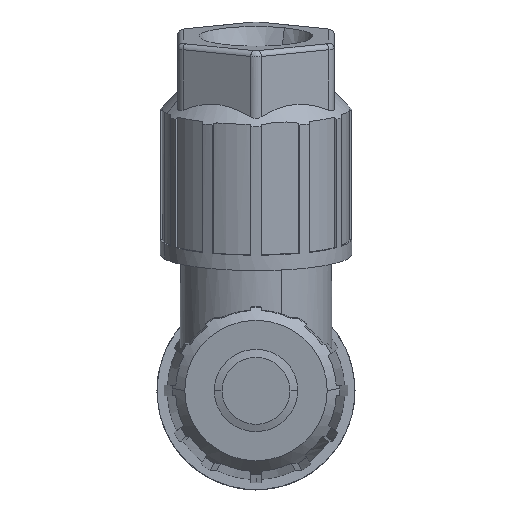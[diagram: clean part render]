
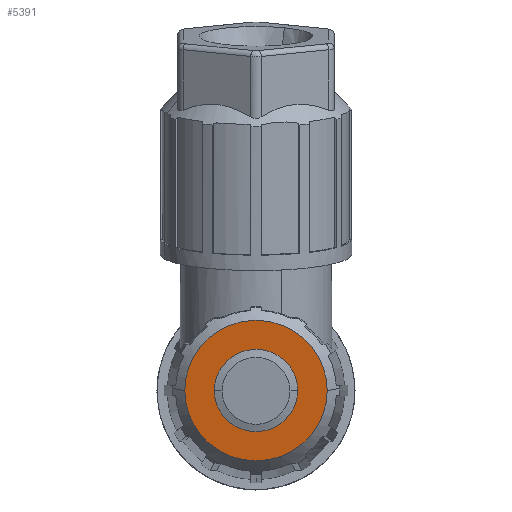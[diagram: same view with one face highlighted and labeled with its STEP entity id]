
A CAD part, top view. The second image highlights one B-rep face of the part: STEP entity #5391.
In plain terms, the highlighted planar face has unit normal (0, -0.174, 0.985).
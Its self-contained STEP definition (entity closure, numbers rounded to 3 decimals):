
#3442=AXIS2_PLACEMENT_3D('Circle Axis2P3D',#3440,#3441,$) ;
#4918=AXIS2_PLACEMENT_3D('Circle Axis2P3D',#4916,#4917,$) ;
#5325=AXIS2_PLACEMENT_3D('Plane Axis2P3D',#5322,#5323,#5324) ;
#3355=CARTESIAN_POINT('Vertex',(16.333,9.477,45.857)) ;
#3437=CARTESIAN_POINT('Vertex',(2.667,9.477,45.857)) ;
#3440=CARTESIAN_POINT('Axis2P3D Location',(9.5,9.477,45.857)) ;
#4916=CARTESIAN_POINT('Axis2P3D Location',(9.5,9.477,45.857)) ;
#5322=CARTESIAN_POINT('Axis2P3D Location',(13.997,3.179,44.746)) ;
#5332=CARTESIAN_POINT('Control Point',(13.5,9.477,45.857)) ;
#5333=CARTESIAN_POINT('Control Point',(13.5,9.091,45.789)) ;
#5334=CARTESIAN_POINT('Control Point',(13.452,8.705,45.721)) ;
#5335=CARTESIAN_POINT('Control Point',(13.356,8.327,45.654)) ;
#5336=CARTESIAN_POINT('Control Point',(13.072,7.601,45.526)) ;
#5337=CARTESIAN_POINT('Control Point',(12.618,6.964,45.414)) ;
#5338=CARTESIAN_POINT('Control Point',(12.353,6.675,45.363)) ;
#5339=CARTESIAN_POINT('Control Point',(11.756,6.167,45.273)) ;
#5340=CARTESIAN_POINT('Control Point',(11.051,5.815,45.211)) ;
#5341=CARTESIAN_POINT('Control Point',(10.679,5.683,45.188)) ;
#5342=CARTESIAN_POINT('Control Point',(9.909,5.511,45.157)) ;
#5343=CARTESIAN_POINT('Control Point',(9.119,5.527,45.16)) ;
#5344=CARTESIAN_POINT('Control Point',(8.727,5.583,45.17)) ;
#5345=CARTESIAN_POINT('Control Point',(7.966,5.788,45.206)) ;
#5346=CARTESIAN_POINT('Control Point',(7.277,6.168,45.273)) ;
#5347=CARTESIAN_POINT('Control Point',(6.958,6.399,45.314)) ;
#5348=CARTESIAN_POINT('Control Point',(6.383,6.933,45.408)) ;
#5349=CARTESIAN_POINT('Control Point',(5.957,7.587,45.524)) ;
#5350=CARTESIAN_POINT('Control Point',(5.786,7.939,45.586)) ;
#5351=CARTESIAN_POINT('Control Point',(5.608,8.46,45.677)) ;
#5352=CARTESIAN_POINT('Control Point',(5.525,8.999,45.772)) ;
#5353=CARTESIAN_POINT('Control Point',(5.508,9.159,45.801)) ;
#5354=CARTESIAN_POINT('Control Point',(5.5,9.318,45.829)) ;
#5355=CARTESIAN_POINT('Control Point',(5.5,9.477,45.857)) ;
#5356=CARTESIAN_POINT('Vertex',(13.5,9.477,45.857)) ;
#5358=CARTESIAN_POINT('Vertex',(5.5,9.477,45.857)) ;
#5362=CARTESIAN_POINT('Control Point',(5.5,9.477,45.857)) ;
#5363=CARTESIAN_POINT('Control Point',(5.5,9.863,45.925)) ;
#5364=CARTESIAN_POINT('Control Point',(5.548,10.249,45.993)) ;
#5365=CARTESIAN_POINT('Control Point',(5.644,10.627,46.059)) ;
#5366=CARTESIAN_POINT('Control Point',(5.928,11.353,46.187)) ;
#5367=CARTESIAN_POINT('Control Point',(6.382,11.989,46.3)) ;
#5368=CARTESIAN_POINT('Control Point',(6.647,12.279,46.351)) ;
#5369=CARTESIAN_POINT('Control Point',(7.244,12.787,46.44)) ;
#5370=CARTESIAN_POINT('Control Point',(7.949,13.139,46.502)) ;
#5371=CARTESIAN_POINT('Control Point',(8.321,13.271,46.526)) ;
#5372=CARTESIAN_POINT('Control Point',(9.091,13.443,46.556)) ;
#5373=CARTESIAN_POINT('Control Point',(9.881,13.427,46.553)) ;
#5374=CARTESIAN_POINT('Control Point',(10.273,13.371,46.543)) ;
#5375=CARTESIAN_POINT('Control Point',(11.034,13.166,46.507)) ;
#5376=CARTESIAN_POINT('Control Point',(11.723,12.786,46.44)) ;
#5377=CARTESIAN_POINT('Control Point',(12.042,12.555,46.399)) ;
#5378=CARTESIAN_POINT('Control Point',(12.617,12.021,46.305)) ;
#5379=CARTESIAN_POINT('Control Point',(13.043,11.366,46.19)) ;
#5380=CARTESIAN_POINT('Control Point',(13.214,11.015,46.128)) ;
#5381=CARTESIAN_POINT('Control Point',(13.392,10.494,46.036)) ;
#5382=CARTESIAN_POINT('Control Point',(13.475,9.954,45.941)) ;
#5383=CARTESIAN_POINT('Control Point',(13.492,9.795,45.913)) ;
#5384=CARTESIAN_POINT('Control Point',(13.5,9.636,45.885)) ;
#5385=CARTESIAN_POINT('Control Point',(13.5,9.477,45.857)) ;
#3441=DIRECTION('Axis2P3D Direction',(0.,0.174,-0.985)) ;
#4917=DIRECTION('Axis2P3D Direction',(0.,0.174,-0.985)) ;
#5323=DIRECTION('Axis2P3D Direction',(0.,-0.174,0.985)) ;
#5324=DIRECTION('Axis2P3D XDirection',(1.,0.,0.)) ;
#5328=ORIENTED_EDGE('',*,*,#4920,.F.) ;
#5329=ORIENTED_EDGE('',*,*,#3444,.F.) ;
#5388=ORIENTED_EDGE('',*,*,#5360,.T.) ;
#5389=ORIENTED_EDGE('',*,*,#5386,.T.) ;
#5390=FACE_BOUND('',#5387,.T.) ;
#5391=ADVANCED_FACE('Volumenk\X2\00F6\X0\rper2',(#5330,#5390),#5326,.T.) ;
#5331=B_SPLINE_CURVE_WITH_KNOTS('',5,(#5332,#5333,#5334,#5335,#5336,#5337,#5338,#5339,#5340,#5341,#5342,#5343,#5344,#5345,#5346,#5347,#5348,#5349,#5350,#5351,#5352,#5353,#5354,#5355),.UNSPECIFIED.,.F.,.U.,(6,3,3,3,3,3,3,6),(0.,2.771,5.543,8.314,11.085,13.856,16.628,17.77),.UNSPECIFIED.) ;
#5361=B_SPLINE_CURVE_WITH_KNOTS('',5,(#5362,#5363,#5364,#5365,#5366,#5367,#5368,#5369,#5370,#5371,#5372,#5373,#5374,#5375,#5376,#5377,#5378,#5379,#5380,#5381,#5382,#5383,#5384,#5385),.UNSPECIFIED.,.F.,.U.,(6,3,3,3,3,3,3,6),(0.,2.771,5.543,8.314,11.085,13.856,16.628,17.77),.UNSPECIFIED.) ;
#3443=CIRCLE('generated circle',#3442,6.833) ;
#4919=CIRCLE('generated circle',#4918,6.833) ;
#3444=EDGE_CURVE('',#3438,#3356,#3443,.T.) ;
#4920=EDGE_CURVE('',#3356,#3438,#4919,.T.) ;
#5360=EDGE_CURVE('',#5357,#5359,#5331,.T.) ;
#5386=EDGE_CURVE('',#5359,#5357,#5361,.T.) ;
#5327=EDGE_LOOP('',(#5328,#5329)) ;
#5387=EDGE_LOOP('',(#5388,#5389)) ;
#5330=FACE_OUTER_BOUND('',#5327,.T.) ;
#5326=PLANE('',#5325) ;
#3356=VERTEX_POINT('',#3355) ;
#3438=VERTEX_POINT('',#3437) ;
#5357=VERTEX_POINT('',#5356) ;
#5359=VERTEX_POINT('',#5358) ;
